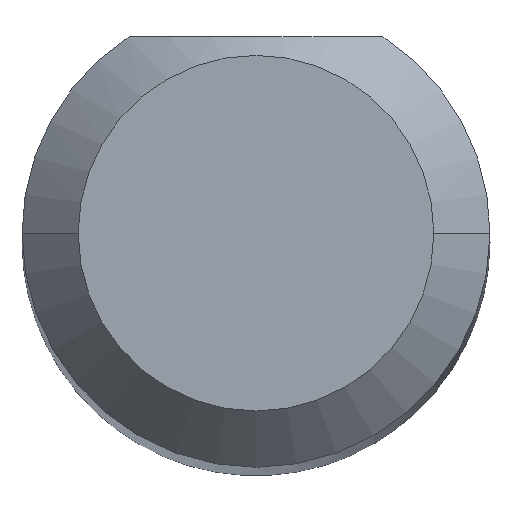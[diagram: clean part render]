
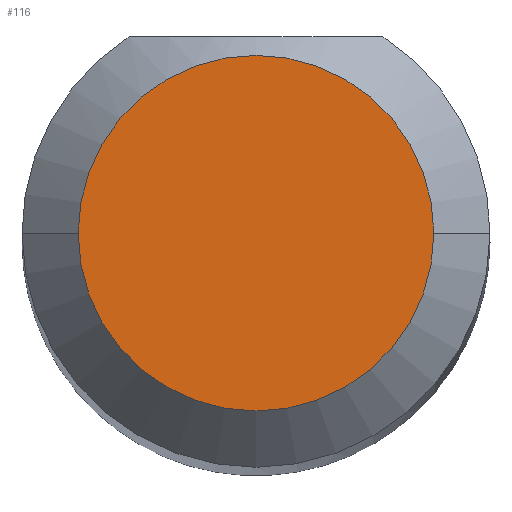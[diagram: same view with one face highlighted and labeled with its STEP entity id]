
A CAD part, top view. The second image highlights one B-rep face of the part: STEP entity #116.
In plain terms, the highlighted planar face has unit normal (0, 0, 1).
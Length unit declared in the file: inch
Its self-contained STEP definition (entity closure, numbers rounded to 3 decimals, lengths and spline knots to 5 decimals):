
#8 = CARTESIAN_POINT ( 'NONE',  ( 0., 0., 1.5 ) ) ;
#25 = CARTESIAN_POINT ( 'NONE',  ( 0., 0., 1.5 ) ) ;
#63 = FACE_OUTER_BOUND ( 'NONE', #242, .T. ) ;
#65 = DIRECTION ( 'NONE',  ( 0., 0., 1. ) ) ;
#66 = EDGE_CURVE ( 'NONE', #490, #367, #256, .T. ) ;
#92 = AXIS2_PLACEMENT_3D ( 'NONE', #8, #211, #497 ) ;
#103 = DIRECTION ( 'NONE',  ( 1., 0., 0. ) ) ;
#116 = ADVANCED_FACE ( 'NONE', ( #63 ), #181, .T. ) ;
#121 = ORIENTED_EDGE ( 'NONE', *, *, #66, .T. ) ;
#136 = AXIS2_PLACEMENT_3D ( 'NONE', #476, #316, #103 ) ;
#160 = AXIS2_PLACEMENT_3D ( 'NONE', #25, #65, #514 ) ;
#181 = PLANE ( 'NONE',  #160 ) ;
#211 = DIRECTION ( 'NONE',  ( 0., 0., 1. ) ) ;
#242 = EDGE_LOOP ( 'NONE', ( #121, #298 ) ) ;
#256 = CIRCLE ( 'NONE', #136, 0.0475 ) ;
#298 = ORIENTED_EDGE ( 'NONE', *, *, #358, .T. ) ;
#316 = DIRECTION ( 'NONE',  ( 0., 0., 1. ) ) ;
#340 = CIRCLE ( 'NONE', #92, 0.0475 ) ;
#354 = CARTESIAN_POINT ( 'NONE',  ( -0.0475, 0., 1.5 ) ) ;
#358 = EDGE_CURVE ( 'NONE', #367, #490, #340, .T. ) ;
#367 = VERTEX_POINT ( 'NONE', #462 ) ;
#462 = CARTESIAN_POINT ( 'NONE',  ( 0.0475, 0., 1.5 ) ) ;
#476 = CARTESIAN_POINT ( 'NONE',  ( 0., 0., 1.5 ) ) ;
#490 = VERTEX_POINT ( 'NONE', #354 ) ;
#497 = DIRECTION ( 'NONE',  ( 1., 0., 0. ) ) ;
#514 = DIRECTION ( 'NONE',  ( 1., 0., 0. ) ) ;
